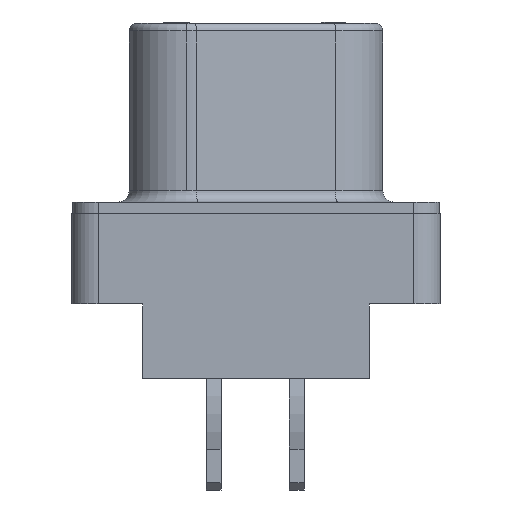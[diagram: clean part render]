
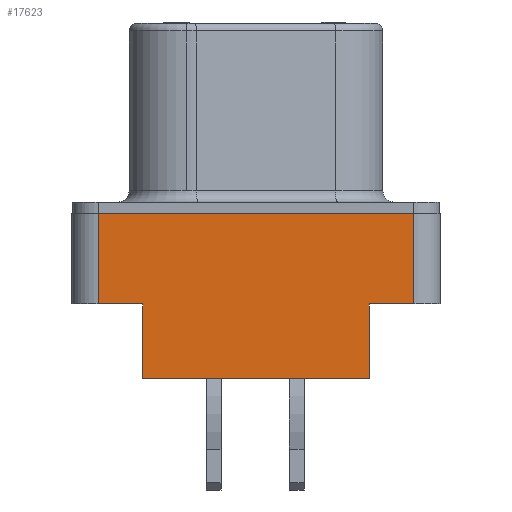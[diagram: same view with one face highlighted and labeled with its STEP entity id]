
A CAD part, left-side view. The second image highlights one B-rep face of the part: STEP entity #17623.
In plain terms, the highlighted planar face has unit normal (-1, 0, 0).
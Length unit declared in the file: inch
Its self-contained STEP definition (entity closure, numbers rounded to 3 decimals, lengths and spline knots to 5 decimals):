
#14327 = CARTESIAN_POINT ( 'NONE',  ( -0.001, 0.459, -0.016 ) ) ;
#14367 = CARTESIAN_POINT ( 'NONE',  ( -0.001, 0.035, -0.016 ) ) ;
#14421 = DIRECTION ( 'NONE',  ( 0., -1., 0. ) ) ;
#14422 = VECTOR ( 'NONE', #14421, 39.37008 ) ;
#14423 = CARTESIAN_POINT ( 'NONE',  ( -0.001, -0.001, -0.137 ) ) ;
#14424 = LINE ( 'NONE', #14423, #14422 ) ;
#14426 = CARTESIAN_POINT ( 'NONE',  ( -0.001, 0.035, -0.137 ) ) ;
#14455 = DIRECTION ( 'NONE',  ( 0., 0., 1. ) ) ;
#14456 = VECTOR ( 'NONE', #14455, 39.37008 ) ;
#14457 = CARTESIAN_POINT ( 'NONE',  ( -0.001, 0.035, -0.237 ) ) ;
#14462 = LINE ( 'NONE', #14457, #14456 ) ;
#14466 = DIRECTION ( 'NONE',  ( 0., 1., 0. ) ) ;
#14467 = VECTOR ( 'NONE', #14466, 39.37008 ) ;
#14468 = CARTESIAN_POINT ( 'NONE',  ( -0.001, 0.035, -0.016 ) ) ;
#14469 = LINE ( 'NONE', #14468, #14467 ) ;
#14532 = FACE_OUTER_BOUND ( 'NONE', #17593, .T. ) ;
#14550 = CARTESIAN_POINT ( 'NONE',  ( -0.001, 0.0945, -0.137 ) ) ;
#14552 = CARTESIAN_POINT ( 'NONE',  ( -0.001, 0.3995, -0.137 ) ) ;
#14553 = DIRECTION ( 'NONE',  ( 0., 1., 0. ) ) ;
#14554 = VECTOR ( 'NONE', #14553, 39.37008 ) ;
#14555 = CARTESIAN_POINT ( 'NONE',  ( -0.001, 0.495, -0.137 ) ) ;
#14556 = LINE ( 'NONE', #14555, #14554 ) ;
#14557 = CARTESIAN_POINT ( 'NONE',  ( -0.001, 0.459, -0.137 ) ) ;
#14559 = DIRECTION ( 'NONE',  ( 0., 0., 1. ) ) ;
#14560 = VECTOR ( 'NONE', #14559, 39.37008 ) ;
#14561 = CARTESIAN_POINT ( 'NONE',  ( -0.001, 0.459, -0.237 ) ) ;
#14562 = LINE ( 'NONE', #14561, #14560 ) ;
#14563 = CARTESIAN_POINT ( 'NONE',  ( -0.001, 0.0945, -0.237 ) ) ;
#14564 = DIRECTION ( 'NONE',  ( 0., 0., -1. ) ) ;
#14565 = VECTOR ( 'NONE', #14564, 39.37008 ) ;
#14566 = CARTESIAN_POINT ( 'NONE',  ( -0.001, 0.0945, -0.137 ) ) ;
#14567 = LINE ( 'NONE', #14566, #14565 ) ;
#14568 = DIRECTION ( 'NONE',  ( 0., 1., 0. ) ) ;
#14569 = DIRECTION ( 'NONE',  ( 1., 0., 0. ) ) ;
#14570 = CARTESIAN_POINT ( 'NONE',  ( -0.001, 0.035, -0.237 ) ) ;
#14571 = AXIS2_PLACEMENT_3D ( 'NONE', #14570, #14569, #14568 ) ;
#14572 = PLANE ( 'NONE',  #14571 ) ;
#14763 = DIRECTION ( 'NONE',  ( 0., 1., 0. ) ) ;
#14764 = VECTOR ( 'NONE', #14763, 39.37008 ) ;
#14765 = CARTESIAN_POINT ( 'NONE',  ( -0.001, 0.035, -0.237 ) ) ;
#14766 = LINE ( 'NONE', #14765, #14764 ) ;
#14768 = CARTESIAN_POINT ( 'NONE',  ( -0.001, 0.3995, -0.237 ) ) ;
#14769 = DIRECTION ( 'NONE',  ( 0., 0., -1. ) ) ;
#14770 = VECTOR ( 'NONE', #14769, 39.37008 ) ;
#14771 = CARTESIAN_POINT ( 'NONE',  ( -0.001, 0.3995, -0.137 ) ) ;
#14776 = LINE ( 'NONE', #14771, #14770 ) ;
#17565 = VERTEX_POINT ( 'NONE', #14327 ) ;
#17567 = VERTEX_POINT ( 'NONE', #14367 ) ;
#17582 = VERTEX_POINT ( 'NONE', #14426 ) ;
#17584 = EDGE_CURVE ( 'NONE', #17637, #17582, #14424, .T. ) ;
#17592 = EDGE_CURVE ( 'NONE', #17582, #17567, #14462, .T. ) ;
#17593 = EDGE_LOOP ( 'NONE', ( #17624, #17627, #17628, #17629, #17630, #17633, #17696, #17699 ) ) ;
#17613 = EDGE_CURVE ( 'NONE', #17567, #17565, #14469, .T. ) ;
#17623 = ADVANCED_FACE ( 'NONE', ( #14532 ), #14572, .F. ) ;
#17624 = ORIENTED_EDGE ( 'NONE', *, *, #17625, .F. ) ;
#17625 = EDGE_CURVE ( 'NONE', #17637, #17626, #14567, .T. ) ;
#17626 = VERTEX_POINT ( 'NONE', #14563 ) ;
#17627 = ORIENTED_EDGE ( 'NONE', *, *, #17584, .T. ) ;
#17628 = ORIENTED_EDGE ( 'NONE', *, *, #17592, .T. ) ;
#17629 = ORIENTED_EDGE ( 'NONE', *, *, #17613, .T. ) ;
#17630 = ORIENTED_EDGE ( 'NONE', *, *, #17631, .F. ) ;
#17631 = EDGE_CURVE ( 'NONE', #17632, #17565, #14562, .T. ) ;
#17632 = VERTEX_POINT ( 'NONE', #14557 ) ;
#17633 = ORIENTED_EDGE ( 'NONE', *, *, #17634, .F. ) ;
#17634 = EDGE_CURVE ( 'NONE', #17635, #17632, #14556, .T. ) ;
#17635 = VERTEX_POINT ( 'NONE', #14552 ) ;
#17637 = VERTEX_POINT ( 'NONE', #14550 ) ;
#17696 = ORIENTED_EDGE ( 'NONE', *, *, #17697, .T. ) ;
#17697 = EDGE_CURVE ( 'NONE', #17635, #17698, #14776, .T. ) ;
#17698 = VERTEX_POINT ( 'NONE', #14768 ) ;
#17699 = ORIENTED_EDGE ( 'NONE', *, *, #17700, .F. ) ;
#17700 = EDGE_CURVE ( 'NONE', #17626, #17698, #14766, .T. ) ;
